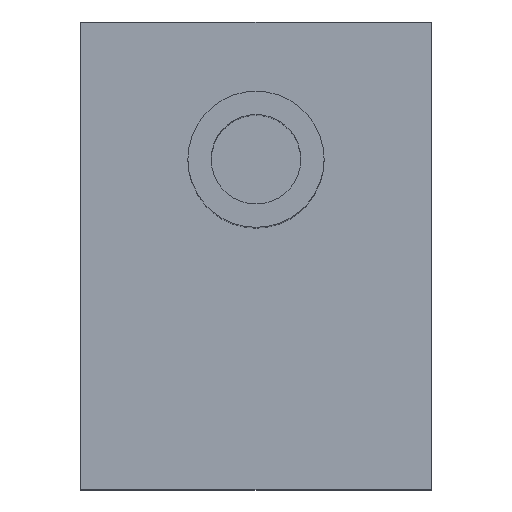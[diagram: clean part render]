
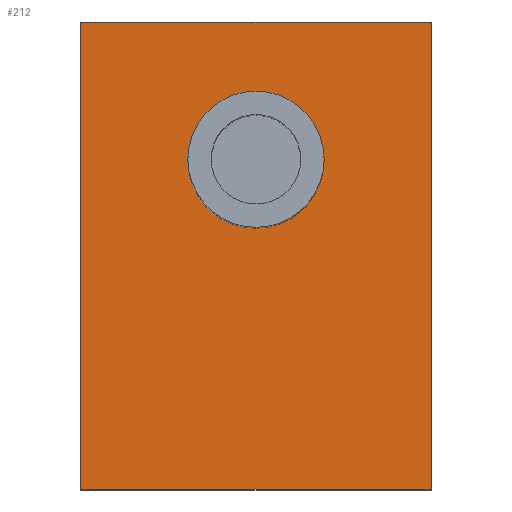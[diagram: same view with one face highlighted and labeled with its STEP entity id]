
A CAD part, top view. The second image highlights one B-rep face of the part: STEP entity #212.
In plain terms, the highlighted planar face has unit normal (0, 0, 1).
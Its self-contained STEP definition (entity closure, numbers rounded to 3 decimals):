
#40=CARTESIAN_POINT('Vertex',(9.168,28.168,45.)) ;
#45=CARTESIAN_POINT('Axis2P3D Location',(15.,28.168,45.)) ;
#49=CARTESIAN_POINT('Vertex',(20.832,28.168,45.)) ;
#71=CARTESIAN_POINT('Axis2P3D Location',(15.,28.168,45.)) ;
#164=CARTESIAN_POINT('Axis2P3D Location',(0.,0.,45.)) ;
#174=CARTESIAN_POINT('Line Origine',(15.,0.,45.)) ;
#178=CARTESIAN_POINT('Vertex',(0.,0.,45.)) ;
#180=CARTESIAN_POINT('Vertex',(30.,0.,45.)) ;
#183=CARTESIAN_POINT('Line Origine',(30.,20.,45.)) ;
#187=CARTESIAN_POINT('Vertex',(30.,40.,45.)) ;
#190=CARTESIAN_POINT('Line Origine',(15.,40.,45.)) ;
#194=CARTESIAN_POINT('Vertex',(0.,40.,45.)) ;
#197=CARTESIAN_POINT('Line Origine',(0.,20.,45.)) ;
#176=VECTOR('Line Direction',#175,1.) ;
#185=VECTOR('Line Direction',#184,1.) ;
#192=VECTOR('Line Direction',#191,1.) ;
#199=VECTOR('Line Direction',#198,1.) ;
#46=DIRECTION('Axis2P3D Direction',(0.,0.,1.)) ;
#72=DIRECTION('Axis2P3D Direction',(0.,0.,1.)) ;
#165=DIRECTION('Axis2P3D Direction',(0.,0.,1.)) ;
#166=DIRECTION('Axis2P3D XDirection',(1.,0.,0.)) ;
#175=DIRECTION('Vector Direction',(1.,0.,0.)) ;
#184=DIRECTION('Vector Direction',(0.,1.,0.)) ;
#191=DIRECTION('Vector Direction',(-1.,0.,0.)) ;
#198=DIRECTION('Vector Direction',(0.,-1.,0.)) ;
#47=AXIS2_PLACEMENT_3D('Circle Axis2P3D',#45,#46,$) ;
#73=AXIS2_PLACEMENT_3D('Circle Axis2P3D',#71,#72,$) ;
#167=AXIS2_PLACEMENT_3D('Plane Axis2P3D',#164,#165,#166) ;
#177=LINE('Line',#174,#176) ;
#186=LINE('Line',#183,#185) ;
#193=LINE('Line',#190,#192) ;
#200=LINE('Line',#197,#199) ;
#48=CIRCLE('generated circle',#47,5.832) ;
#74=CIRCLE('generated circle',#73,5.832) ;
#168=PLANE('',#167) ;
#211=FACE_BOUND('',#208,.T.) ;
#51=EDGE_CURVE('',#41,#50,#48,.T.) ;
#75=EDGE_CURVE('',#50,#41,#74,.T.) ;
#182=EDGE_CURVE('',#179,#181,#177,.T.) ;
#189=EDGE_CURVE('',#181,#188,#186,.T.) ;
#196=EDGE_CURVE('',#188,#195,#193,.T.) ;
#201=EDGE_CURVE('',#195,#179,#200,.T.) ;
#203=ORIENTED_EDGE('',*,*,#182,.T.) ;
#204=ORIENTED_EDGE('',*,*,#189,.T.) ;
#205=ORIENTED_EDGE('',*,*,#196,.T.) ;
#206=ORIENTED_EDGE('',*,*,#201,.T.) ;
#209=ORIENTED_EDGE('',*,*,#51,.F.) ;
#210=ORIENTED_EDGE('',*,*,#75,.F.) ;
#202=EDGE_LOOP('',(#203,#204,#205,#206)) ;
#208=EDGE_LOOP('',(#209,#210)) ;
#41=VERTEX_POINT('',#40) ;
#50=VERTEX_POINT('',#49) ;
#179=VERTEX_POINT('',#178) ;
#181=VERTEX_POINT('',#180) ;
#188=VERTEX_POINT('',#187) ;
#195=VERTEX_POINT('',#194) ;
#212=ADVANCED_FACE('PartBody',(#207,#211),#168,.T.) ;
#207=FACE_OUTER_BOUND('',#202,.T.) ;
